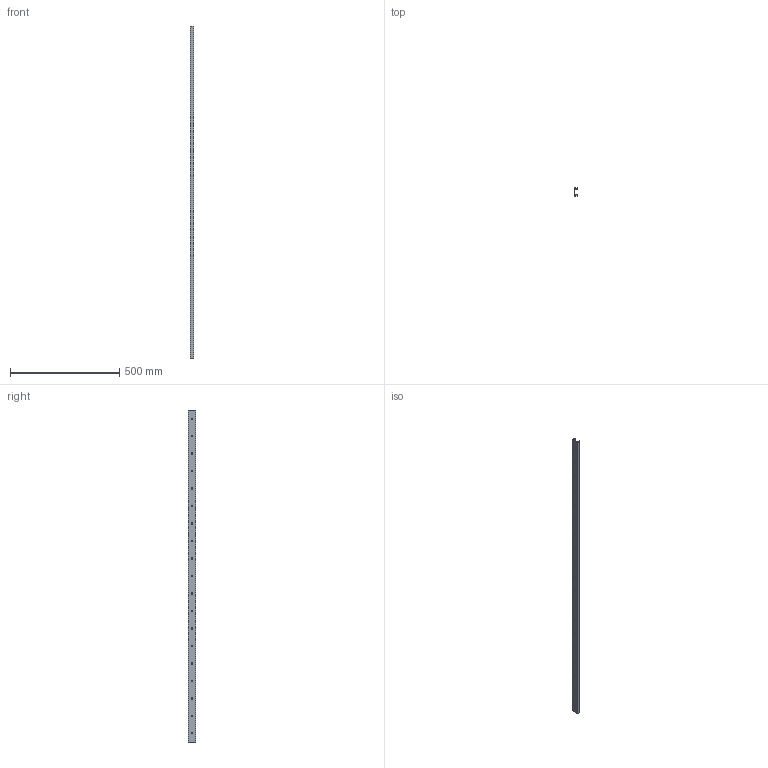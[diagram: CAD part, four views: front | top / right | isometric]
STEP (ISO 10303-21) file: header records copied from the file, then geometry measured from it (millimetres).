
FILE_DESCRIPTION(/* description */ ('Alibre Inc.'),/* implementation_level */ '2;1');
FILE_NAME(/* name */ 'export0',/* time_stamp */ '2010-12-08T16:52:22+01:00',/* author */ (''),/* organization */ (''),/* preprocessor_version */ 'ST-DEVELOPER v10',/* originating_system */ 'Alibre',/* authorisation */ '');
FILE_SCHEMA (('AUTOMOTIVE_DESIGN'));
Length unit declared in the file: millimetre
Bounding box: 16.5 x 35 x 1520 mm (x, y, z)
Volume: 330751.4 mm3; surface area: 191436.2 mm2
Topology: 1 solids, 1 shells, 66 faces, 192 edges, 128 vertices
Faces by surface type: cylinder 32, cone 19, plane 15
Full cylindrical faces by diameter (mm): 6.6 x19
Entity records: 1934 total; most frequent: DIRECTION 335, CARTESIAN_POINT 310, ORIENTED_EDGE 270, AXIS2_PLACEMENT_3D 149, EDGE_LOOP 142, FACE_BOUND 142, EDGE_CURVE 135, VERTEX_POINT 109
